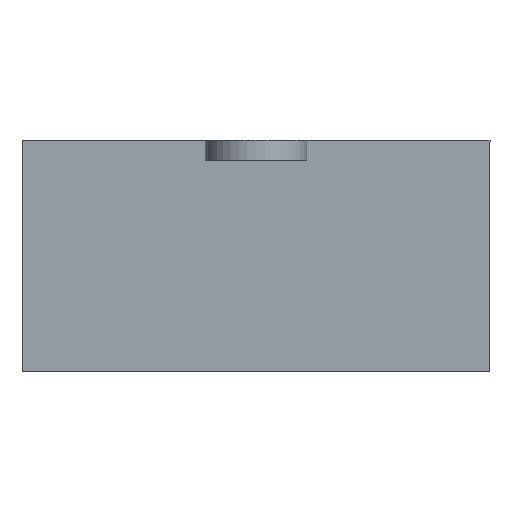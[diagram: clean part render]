
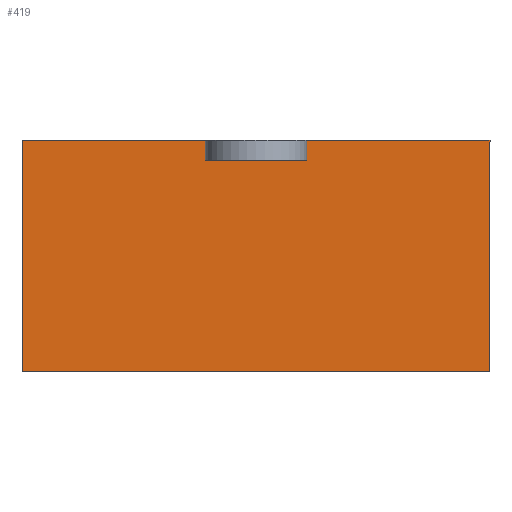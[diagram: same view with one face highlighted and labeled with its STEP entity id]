
A CAD part, front view. The second image highlights one B-rep face of the part: STEP entity #419.
In plain terms, the highlighted face is planar.
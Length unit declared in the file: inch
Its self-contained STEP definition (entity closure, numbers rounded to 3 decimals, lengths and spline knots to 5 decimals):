
#67=FACE_OUTER_BOUND('',#90,.T.);
#90=EDGE_LOOP('',(#314,#315,#316,#317));
#129=LINE('',#674,#176);
#130=LINE('',#677,#177);
#131=LINE('',#679,#178);
#132=LINE('',#680,#179);
#176=VECTOR('',#545,0.3937);
#177=VECTOR('',#548,0.3937);
#178=VECTOR('',#549,0.3937);
#179=VECTOR('',#550,0.3937);
#217=VERTEX_POINT('',#670);
#218=VERTEX_POINT('',#672);
#219=VERTEX_POINT('',#676);
#220=VERTEX_POINT('',#678);
#257=EDGE_CURVE('',#217,#218,#129,.T.);
#258=EDGE_CURVE('',#217,#219,#130,.T.);
#259=EDGE_CURVE('',#220,#218,#131,.T.);
#260=EDGE_CURVE('',#219,#220,#132,.T.);
#314=ORIENTED_EDGE('',*,*,#258,.F.);
#315=ORIENTED_EDGE('',*,*,#257,.T.);
#316=ORIENTED_EDGE('',*,*,#259,.F.);
#317=ORIENTED_EDGE('',*,*,#260,.F.);
#398=PLANE('',#481);
#419=ADVANCED_FACE('',(#67),#398,.T.);
#481=AXIS2_PLACEMENT_3D('',#675,#546,#547);
#545=DIRECTION('',(1.,0.,0.));
#546=DIRECTION('center_axis',(0.,1.,0.));
#547=DIRECTION('ref_axis',(0.,0.,1.));
#548=DIRECTION('',(0.,0.,-1.));
#549=DIRECTION('',(0.,0.,1.));
#550=DIRECTION('',(1.,0.,0.));
#670=CARTESIAN_POINT('',(0.,-0.45178,-0.49257));
#672=CARTESIAN_POINT('',(2.28,-0.45178,-0.49257));
#674=CARTESIAN_POINT('',(0.,-0.45178,-0.49257));
#675=CARTESIAN_POINT('Origin',(0.,-0.45178,-5.09257));
#676=CARTESIAN_POINT('',(0.,-0.45178,-5.09257));
#677=CARTESIAN_POINT('',(0.,-0.45178,-0.49257));
#678=CARTESIAN_POINT('',(2.28,-0.45178,-5.09257));
#679=CARTESIAN_POINT('',(2.28,-0.45178,-0.49257));
#680=CARTESIAN_POINT('',(0.,-0.45178,-5.09257));
